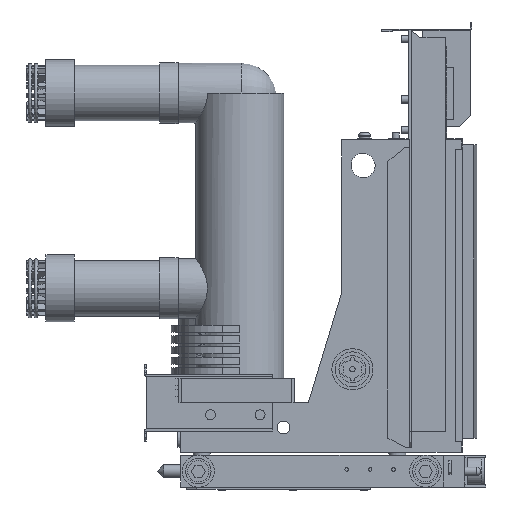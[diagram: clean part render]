
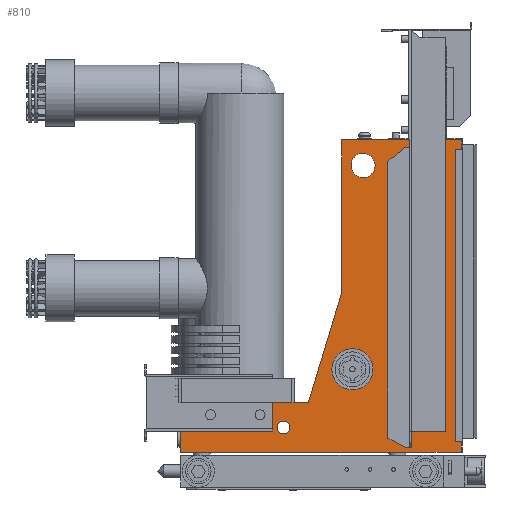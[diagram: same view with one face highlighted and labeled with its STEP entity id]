
A CAD part, front view. The second image highlights one B-rep face of the part: STEP entity #810.
In plain terms, the highlighted planar face has unit normal (0, -1, 0).
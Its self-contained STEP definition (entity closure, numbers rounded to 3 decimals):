
#810=ADVANCED_FACE('',(#40779,#40781,#40783,#40785),#40787,.F.);
#40779=FACE_BOUND('',#40780,.T.);
#40780=EDGE_LOOP('',(#74832,#74833,#74834,#74835,#74836,#74837,#74838,#74839,#74840,
#74841,#74842,#74843,#74844,#74845,#74846,#74847,#74848,#74849,#74850,#74851,#74852,
#74853));
#40781=FACE_BOUND('',#40782,.T.);
#40782=EDGE_LOOP('',(#74854));
#40783=FACE_BOUND('',#40784,.T.);
#40784=EDGE_LOOP('',(#74855));
#40785=FACE_BOUND('',#40786,.T.);
#40786=EDGE_LOOP('',(#74856));
#40787=PLANE('',#40788);
#40788=AXIS2_PLACEMENT_3D('',#40789,#40790,#40791);
#40789=CARTESIAN_POINT('',(0.,-220.,0.));
#40790=DIRECTION('',(0.,1.,0.));
#40791=DIRECTION('',(-1.,0.,0.));
#74832=ORIENTED_EDGE('',*,*,#104406,.F.);
#74833=ORIENTED_EDGE('',*,*,#104407,.F.);
#74834=ORIENTED_EDGE('',*,*,#104408,.F.);
#74835=ORIENTED_EDGE('',*,*,#104409,.F.);
#74836=ORIENTED_EDGE('',*,*,#104410,.F.);
#74837=ORIENTED_EDGE('',*,*,#104411,.F.);
#74838=ORIENTED_EDGE('',*,*,#104412,.F.);
#74839=ORIENTED_EDGE('',*,*,#104413,.F.);
#74840=ORIENTED_EDGE('',*,*,#104414,.F.);
#74841=ORIENTED_EDGE('',*,*,#104415,.F.);
#74842=ORIENTED_EDGE('',*,*,#104416,.F.);
#74843=ORIENTED_EDGE('',*,*,#104417,.F.);
#74844=ORIENTED_EDGE('',*,*,#104418,.F.);
#74845=ORIENTED_EDGE('',*,*,#104419,.F.);
#74846=ORIENTED_EDGE('',*,*,#104335,.F.);
#74847=ORIENTED_EDGE('',*,*,#104420,.F.);
#74848=ORIENTED_EDGE('',*,*,#104421,.F.);
#74849=ORIENTED_EDGE('',*,*,#104392,.F.);
#74850=ORIENTED_EDGE('',*,*,#104422,.F.);
#74851=ORIENTED_EDGE('',*,*,#104423,.F.);
#74852=ORIENTED_EDGE('',*,*,#104424,.F.);
#74853=ORIENTED_EDGE('',*,*,#104425,.F.);
#74854=ORIENTED_EDGE('',*,*,#104426,.T.);
#74855=ORIENTED_EDGE('',*,*,#104427,.T.);
#74856=ORIENTED_EDGE('',*,*,#104428,.F.);
#104335=EDGE_CURVE('',#116286,#116288,#116289,.T.);
#104392=EDGE_CURVE('',#116393,#116295,#116395,.T.);
#104406=EDGE_CURVE('',#116422,#116423,#116424,.T.);
#104407=EDGE_CURVE('',#116425,#116422,#116426,.T.);
#104408=EDGE_CURVE('',#116427,#116425,#116428,.T.);
#104409=EDGE_CURVE('',#116429,#116427,#116430,.T.);
#104410=EDGE_CURVE('',#116431,#116429,#116432,.T.);
#104411=EDGE_CURVE('',#116433,#116431,#116434,.T.);
#104412=EDGE_CURVE('',#116435,#116433,#116436,.T.);
#104413=EDGE_CURVE('',#116437,#116435,#116438,.T.);
#104414=EDGE_CURVE('',#116439,#116437,#116440,.T.);
#104415=EDGE_CURVE('',#116441,#116439,#116442,.F.);
#104416=EDGE_CURVE('',#116443,#116441,#116444,.F.);
#104417=EDGE_CURVE('',#116445,#116443,#116446,.T.);
#104418=EDGE_CURVE('',#116447,#116445,#116448,.T.);
#104419=EDGE_CURVE('',#116288,#116447,#116449,.T.);
#104420=EDGE_CURVE('',#116450,#116286,#116451,.T.);
#104421=EDGE_CURVE('',#116295,#116450,#116452,.T.);
#104422=EDGE_CURVE('',#116453,#116393,#116454,.T.);
#104423=EDGE_CURVE('',#116455,#116453,#116456,.T.);
#104424=EDGE_CURVE('',#116457,#116455,#116458,.T.);
#104425=EDGE_CURVE('',#116423,#116457,#116459,.T.);
#104426=EDGE_CURVE('',#116460,#116460,#116461,.T.);
#104427=EDGE_CURVE('',#116462,#116462,#116463,.T.);
#104428=EDGE_CURVE('',#116464,#116464,#116465,.F.);
#116286=VERTEX_POINT('',#136305);
#116288=VERTEX_POINT('',#136309);
#116289=LINE('',#136310,#136311);
#116295=VERTEX_POINT('',#136324);
#116393=VERTEX_POINT('',#136537);
#116395=LINE('',#136541,#136542);
#116422=VERTEX_POINT('',#136597);
#116423=VERTEX_POINT('',#136598);
#116424=LINE('',#136599,#136600);
#116425=VERTEX_POINT('',#136602);
#116426=LINE('',#136603,#136604);
#116427=VERTEX_POINT('',#136606);
#116428=LINE('',#136607,#136608);
#116429=VERTEX_POINT('',#136610);
#116430=LINE('',#136611,#136612);
#116431=VERTEX_POINT('',#136614);
#116432=LINE('',#136615,#136616);
#116433=VERTEX_POINT('',#136618);
#116434=LINE('',#136619,#136620);
#116435=VERTEX_POINT('',#136622);
#116436=LINE('',#136623,#136624);
#116437=VERTEX_POINT('',#136626);
#116438=LINE('',#136627,#136628);
#116439=VERTEX_POINT('',#136630);
#116440=LINE('',#136631,#136632);
#116441=VERTEX_POINT('',#136634);
#116442=LINE('',#136635,#136636);
#116443=VERTEX_POINT('',#136638);
#116444=LINE('',#136639,#136640);
#116445=VERTEX_POINT('',#136642);
#116446=LINE('',#136643,#136644);
#116447=VERTEX_POINT('',#136646);
#116448=LINE('',#136647,#136648);
#116449=LINE('',#136650,#136651);
#116450=VERTEX_POINT('',#136653);
#116451=LINE('',#136654,#136655);
#116452=LINE('',#136657,#136658);
#116453=VERTEX_POINT('',#136660);
#116454=LINE('',#136661,#136662);
#116455=VERTEX_POINT('',#136664);
#116456=LINE('',#136665,#136666);
#116457=VERTEX_POINT('',#136668);
#116458=LINE('',#136669,#136670);
#116459=LINE('',#136672,#136673);
#116460=VERTEX_POINT('',#136675);
#116461=CIRCLE('',#136676,17.);
#116462=VERTEX_POINT('',#136680);
#116463=CIRCLE('',#136681,9.);
#116464=VERTEX_POINT('',#136685);
#116465=CIRCLE('',#136686,29.);
#136305=CARTESIAN_POINT('',(-265.,-220.,70.));
#136309=CARTESIAN_POINT('',(-215.,-220.,70.));
#136310=CARTESIAN_POINT('',(-265.,-220.,70.));
#136311=VECTOR('',#136312,1.);
#136312=DIRECTION('',(1.,0.,0.));
#136324=CARTESIAN_POINT('',(-395.,-220.,30.));
#136537=CARTESIAN_POINT('',(-395.,-220.,0.));
#136541=CARTESIAN_POINT('',(-395.,-220.,0.));
#136542=VECTOR('',#136543,1.);
#136543=DIRECTION('',(0.,0.,1.));
#136597=CARTESIAN_POINT('',(0.,-220.,427.));
#136598=CARTESIAN_POINT('',(-8.,-220.,427.));
#136599=CARTESIAN_POINT('',(0.,-220.,427.));
#136600=VECTOR('',#136601,1.);
#136601=DIRECTION('',(-1.,0.,0.));
#136602=CARTESIAN_POINT('',(0.,-220.,440.));
#136603=CARTESIAN_POINT('',(0.,-220.,440.));
#136604=VECTOR('',#136605,1.);
#136605=DIRECTION('',(0.,0.,-1.));
#136606=CARTESIAN_POINT('',(-70.,-220.,440.));
#136607=CARTESIAN_POINT('',(-70.,-220.,440.));
#136608=VECTOR('',#136609,1.);
#136609=DIRECTION('',(1.,0.,0.));
#136610=CARTESIAN_POINT('',(-70.,-220.,7.));
#136611=CARTESIAN_POINT('',(-70.,-220.,7.));
#136612=VECTOR('',#136613,1.);
#136613=DIRECTION('',(0.,0.,1.));
#136614=CARTESIAN_POINT('',(-78.,-220.,7.));
#136615=CARTESIAN_POINT('',(-78.,-220.,7.));
#136616=VECTOR('',#136617,1.);
#136617=DIRECTION('',(1.,0.,0.));
#136618=CARTESIAN_POINT('',(-103.,-220.,20.));
#136619=CARTESIAN_POINT('',(-103.,-220.,20.));
#136620=VECTOR('',#136621,1.);
#136621=DIRECTION('',(0.887,0.,-0.461));
#136622=CARTESIAN_POINT('',(-103.,-220.,410.));
#136623=CARTESIAN_POINT('',(-103.,-220.,410.));
#136624=VECTOR('',#136625,1.);
#136625=DIRECTION('',(0.,0.,-1.));
#136626=CARTESIAN_POINT('',(-78.,-220.,430.));
#136627=CARTESIAN_POINT('',(-78.,-220.,430.));
#136628=VECTOR('',#136629,1.);
#136629=DIRECTION('',(-0.781,0.,-0.625));
#136630=CARTESIAN_POINT('',(-72.,-220.,430.));
#136631=CARTESIAN_POINT('',(-72.,-220.,430.));
#136632=VECTOR('',#136633,1.);
#136633=DIRECTION('',(-1.,0.,0.));
#136634=CARTESIAN_POINT('',(-72.,-220.,440.));
#136635=CARTESIAN_POINT('',(-72.,-220.,430.));
#136636=VECTOR('',#136637,1.);
#136637=DIRECTION('',(0.,0.,1.));
#136638=CARTESIAN_POINT('',(-74.,-220.,440.));
#136639=CARTESIAN_POINT('',(-72.,-220.,440.));
#136640=VECTOR('',#136641,1.);
#136641=DIRECTION('',(-1.,0.,0.));
#136642=CARTESIAN_POINT('',(-168.,-220.,440.));
#136643=CARTESIAN_POINT('',(-168.,-220.,440.));
#136644=VECTOR('',#136645,1.);
#136645=DIRECTION('',(1.,0.,0.));
#136646=CARTESIAN_POINT('',(-168.,-220.,225.));
#136647=CARTESIAN_POINT('',(-168.,-220.,225.));
#136648=VECTOR('',#136649,1.);
#136649=DIRECTION('',(0.,0.,1.));
#136650=CARTESIAN_POINT('',(-215.,-220.,70.));
#136651=VECTOR('',#136652,1.);
#136652=DIRECTION('',(0.29,0.,0.957));
#136653=CARTESIAN_POINT('',(-265.,-220.,30.));
#136654=CARTESIAN_POINT('',(-265.,-220.,30.));
#136655=VECTOR('',#136656,1.);
#136656=DIRECTION('',(0.,0.,1.));
#136657=CARTESIAN_POINT('',(-395.,-220.,30.));
#136658=VECTOR('',#136659,1.);
#136659=DIRECTION('',(1.,0.,0.));
#136660=CARTESIAN_POINT('',(0.,-220.,0.));
#136661=CARTESIAN_POINT('',(0.,-220.,0.));
#136662=VECTOR('',#136663,1.);
#136663=DIRECTION('',(-1.,0.,0.));
#136664=CARTESIAN_POINT('',(0.,-220.,15.));
#136665=CARTESIAN_POINT('',(0.,-220.,15.));
#136666=VECTOR('',#136667,1.);
#136667=DIRECTION('',(0.,0.,-1.));
#136668=CARTESIAN_POINT('',(-8.,-220.,15.));
#136669=CARTESIAN_POINT('',(-8.,-220.,15.));
#136670=VECTOR('',#136671,1.);
#136671=DIRECTION('',(1.,0.,0.));
#136672=CARTESIAN_POINT('',(-8.,-220.,427.));
#136673=VECTOR('',#136674,1.);
#136674=DIRECTION('',(0.,0.,-1.));
#136675=CARTESIAN_POINT('',(-121.477,-220.,400.));
#136676=AXIS2_PLACEMENT_3D('',#136677,#136678,#136679);
#136677=CARTESIAN_POINT('',(-138.,-220.,404.));
#136678=DIRECTION('',(0.,1.,0.));
#136679=DIRECTION('',(-1.,0.,0.));
#136680=CARTESIAN_POINT('',(-259.,-220.,35.));
#136681=AXIS2_PLACEMENT_3D('',#136682,#136683,#136684);
#136682=CARTESIAN_POINT('',(-250.,-220.,35.));
#136683=DIRECTION('',(0.,1.,0.));
#136684=DIRECTION('',(-1.,0.,0.));
#136685=CARTESIAN_POINT('',(-182.,-220.,117.));
#136686=AXIS2_PLACEMENT_3D('',#136687,#136688,#136689);
#136687=CARTESIAN_POINT('',(-153.,-220.,117.));
#136688=DIRECTION('',(0.,1.,0.));
#136689=DIRECTION('',(-1.,0.,0.));
